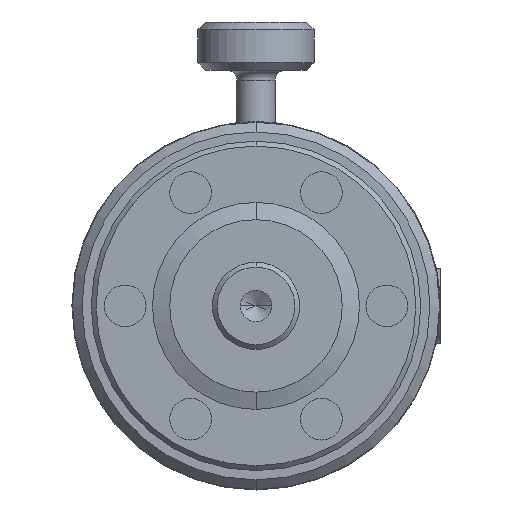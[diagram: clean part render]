
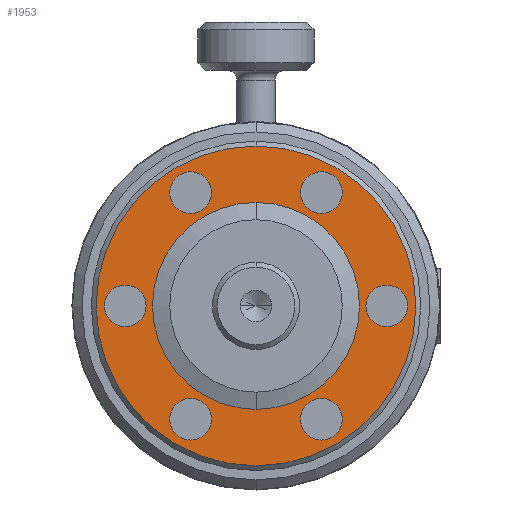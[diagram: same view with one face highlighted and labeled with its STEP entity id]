
A CAD part, front view. The second image highlights one B-rep face of the part: STEP entity #1953.
In plain terms, the highlighted planar face has unit normal (0, -1, 0).
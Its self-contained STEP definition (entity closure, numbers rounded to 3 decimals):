
#201=CARTESIAN_POINT('',(0.,0.,0.));
#202=DIRECTION('',(0.,1.,0.));
#203=DIRECTION('',(0.,0.,-1.));
#204=AXIS2_PLACEMENT_3D('',#201,#202,#203);
#206=CARTESIAN_POINT('',(0.,0.,0.));
#207=DIRECTION('',(0.,1.,0.));
#208=DIRECTION('',(0.,0.,1.));
#209=AXIS2_PLACEMENT_3D('',#206,#207,#208);
#211=CARTESIAN_POINT('',(6.75,0.,-11.691));
#212=DIRECTION('',(0.,-1.,0.));
#213=DIRECTION('',(0.5,0.,-0.866));
#214=AXIS2_PLACEMENT_3D('',#211,#212,#213);
#216=CARTESIAN_POINT('',(6.75,0.,-11.691));
#217=DIRECTION('',(0.,-1.,0.));
#218=DIRECTION('',(0.866,0.,0.5));
#219=AXIS2_PLACEMENT_3D('',#216,#217,#218);
#221=CARTESIAN_POINT('',(6.75,0.,-11.691));
#222=DIRECTION('',(0.,-1.,0.));
#223=DIRECTION('',(-0.866,0.,-0.5));
#224=AXIS2_PLACEMENT_3D('',#221,#222,#223);
#226=CARTESIAN_POINT('',(-6.75,0.,-11.691));
#227=DIRECTION('',(0.,-1.,0.));
#228=DIRECTION('',(-0.5,0.,-0.866));
#229=AXIS2_PLACEMENT_3D('',#226,#227,#228);
#231=CARTESIAN_POINT('',(-6.75,0.,-11.691));
#232=DIRECTION('',(0.,-1.,0.));
#233=DIRECTION('',(0.866,0.,-0.5));
#234=AXIS2_PLACEMENT_3D('',#231,#232,#233);
#236=CARTESIAN_POINT('',(-6.75,0.,-11.691));
#237=DIRECTION('',(0.,-1.,0.));
#238=DIRECTION('',(-0.866,0.,0.5));
#239=AXIS2_PLACEMENT_3D('',#236,#237,#238);
#241=CARTESIAN_POINT('',(-13.5,0.,0.));
#242=DIRECTION('',(0.,-1.,0.));
#243=DIRECTION('',(-1.,0.,0.));
#244=AXIS2_PLACEMENT_3D('',#241,#242,#243);
#246=CARTESIAN_POINT('',(-13.5,0.,0.));
#247=DIRECTION('',(0.,-1.,0.));
#248=DIRECTION('',(0.,0.,-1.));
#249=AXIS2_PLACEMENT_3D('',#246,#247,#248);
#251=CARTESIAN_POINT('',(-13.5,0.,0.));
#252=DIRECTION('',(0.,-1.,0.));
#253=DIRECTION('',(0.,0.,1.));
#254=AXIS2_PLACEMENT_3D('',#251,#252,#253);
#256=CARTESIAN_POINT('',(-6.75,0.,11.691));
#257=DIRECTION('',(0.,-1.,0.));
#258=DIRECTION('',(-0.5,0.,0.866));
#259=AXIS2_PLACEMENT_3D('',#256,#257,#258);
#261=CARTESIAN_POINT('',(-6.75,0.,11.691));
#262=DIRECTION('',(0.,-1.,0.));
#263=DIRECTION('',(-0.866,0.,-0.5));
#264=AXIS2_PLACEMENT_3D('',#261,#262,#263);
#266=CARTESIAN_POINT('',(-6.75,0.,11.691));
#267=DIRECTION('',(0.,-1.,0.));
#268=DIRECTION('',(0.866,0.,0.5));
#269=AXIS2_PLACEMENT_3D('',#266,#267,#268);
#271=CARTESIAN_POINT('',(6.75,0.,11.691));
#272=DIRECTION('',(0.,-1.,0.));
#273=DIRECTION('',(0.5,0.,0.866));
#274=AXIS2_PLACEMENT_3D('',#271,#272,#273);
#276=CARTESIAN_POINT('',(6.75,0.,11.691));
#277=DIRECTION('',(0.,-1.,0.));
#278=DIRECTION('',(-0.866,0.,0.5));
#279=AXIS2_PLACEMENT_3D('',#276,#277,#278);
#281=CARTESIAN_POINT('',(6.75,0.,11.691));
#282=DIRECTION('',(0.,-1.,0.));
#283=DIRECTION('',(0.866,0.,-0.5));
#284=AXIS2_PLACEMENT_3D('',#281,#282,#283);
#286=CARTESIAN_POINT('',(0.,0.,0.));
#287=DIRECTION('',(0.,-1.,0.));
#288=DIRECTION('',(0.,0.,1.));
#289=AXIS2_PLACEMENT_3D('',#286,#287,#288);
#291=CARTESIAN_POINT('',(0.,0.,0.));
#292=DIRECTION('',(0.,-1.,0.));
#293=DIRECTION('',(0.,0.,-1.));
#294=AXIS2_PLACEMENT_3D('',#291,#292,#293);
#296=CARTESIAN_POINT('',(13.5,0.,0.));
#297=DIRECTION('',(0.,-1.,0.));
#298=DIRECTION('',(1.,0.,0.));
#299=AXIS2_PLACEMENT_3D('',#296,#297,#298);
#301=CARTESIAN_POINT('',(13.5,0.,0.));
#302=DIRECTION('',(0.,-1.,0.));
#303=DIRECTION('',(0.,0.,1.));
#304=AXIS2_PLACEMENT_3D('',#301,#302,#303);
#306=CARTESIAN_POINT('',(13.5,0.,0.));
#307=DIRECTION('',(0.,-1.,0.));
#308=DIRECTION('',(0.,0.,-1.));
#309=AXIS2_PLACEMENT_3D('',#306,#307,#308);
#1324=CARTESIAN_POINT('',(0.,0.,16.5));
#1326=VERTEX_POINT('',#1324);
#1330=CARTESIAN_POINT('',(0.,0.,-16.5));
#1331=VERTEX_POINT('',#1330);
#1341=CARTESIAN_POINT('',(13.5,0.,-2.15));
#1343=VERTEX_POINT('',#1341);
#1344=CARTESIAN_POINT('',(15.65,0.,0.));
#1345=VERTEX_POINT('',#1344);
#1346=CARTESIAN_POINT('',(13.5,0.,2.15));
#1347=VERTEX_POINT('',#1346);
#1362=CARTESIAN_POINT('',(0.,0.,-10.68));
#1363=VERTEX_POINT('',#1362);
#1364=CARTESIAN_POINT('',(0.,0.,10.68));
#1365=VERTEX_POINT('',#1364);
#1367=CARTESIAN_POINT('',(8.612,0.,
10.616));
#1369=VERTEX_POINT('',#1367);
#1370=CARTESIAN_POINT('',(7.825,0.,13.553));
#1371=VERTEX_POINT('',#1370);
#1372=CARTESIAN_POINT('',(4.888,0.,
12.766));
#1373=VERTEX_POINT('',#1372);
#1377=CARTESIAN_POINT('',(-4.888,0.,
12.766));
#1379=VERTEX_POINT('',#1377);
#1380=CARTESIAN_POINT('',(-7.825,0.,13.553));
#1381=VERTEX_POINT('',#1380);
#1382=CARTESIAN_POINT('',(-8.612,0.,
10.616));
#1383=VERTEX_POINT('',#1382);
#1387=CARTESIAN_POINT('',(-13.5,0.,2.15));
#1389=VERTEX_POINT('',#1387);
#1390=CARTESIAN_POINT('',(-15.65,0.,0.));
#1391=VERTEX_POINT('',#1390);
#1392=CARTESIAN_POINT('',(-13.5,0.,-2.15));
#1393=VERTEX_POINT('',#1392);
#1397=CARTESIAN_POINT('',(-8.612,0.,
-10.616));
#1399=VERTEX_POINT('',#1397);
#1400=CARTESIAN_POINT('',(-7.825,0.,-13.553));
#1401=VERTEX_POINT('',#1400);
#1402=CARTESIAN_POINT('',(-4.888,0.,
-12.766));
#1403=VERTEX_POINT('',#1402);
#1407=CARTESIAN_POINT('',(4.888,0.,
-12.766));
#1409=VERTEX_POINT('',#1407);
#1410=CARTESIAN_POINT('',(7.825,0.,-13.553));
#1411=VERTEX_POINT('',#1410);
#1412=CARTESIAN_POINT('',(8.612,0.,
-10.616));
#1413=VERTEX_POINT('',#1412);
#1890=CARTESIAN_POINT('',(0.,0.,10.68));
#1891=DIRECTION('',(0.,-1.,0.));
#1892=DIRECTION('',(0.,0.,-1.));
#1893=AXIS2_PLACEMENT_3D('',#1890,#1891,#1892);
#1894=PLANE('',#1893);
#1895=ORIENTED_EDGE('',*,*,#1881,.T.);
#1896=ORIENTED_EDGE('',*,*,#1869,.T.);
#1897=EDGE_LOOP('',(#1895,#1896));
#1898=FACE_OUTER_BOUND('',#1897,.F.);
#1900=ORIENTED_EDGE('',*,*,#1899,.T.);
#1902=ORIENTED_EDGE('',*,*,#1901,.T.);
#1904=ORIENTED_EDGE('',*,*,#1903,.T.);
#1905=EDGE_LOOP('',(#1900,#1902,#1904));
#1906=FACE_BOUND('',#1905,.F.);
#1908=ORIENTED_EDGE('',*,*,#1907,.T.);
#1910=ORIENTED_EDGE('',*,*,#1909,.T.);
#1912=ORIENTED_EDGE('',*,*,#1911,.T.);
#1913=EDGE_LOOP('',(#1908,#1910,#1912));
#1914=FACE_BOUND('',#1913,.F.);
#1916=ORIENTED_EDGE('',*,*,#1915,.T.);
#1918=ORIENTED_EDGE('',*,*,#1917,.T.);
#1920=ORIENTED_EDGE('',*,*,#1919,.T.);
#1921=EDGE_LOOP('',(#1916,#1918,#1920));
#1922=FACE_BOUND('',#1921,.F.);
#1924=ORIENTED_EDGE('',*,*,#1923,.T.);
#1926=ORIENTED_EDGE('',*,*,#1925,.T.);
#1928=ORIENTED_EDGE('',*,*,#1927,.T.);
#1929=EDGE_LOOP('',(#1924,#1926,#1928));
#1930=FACE_BOUND('',#1929,.F.);
#1932=ORIENTED_EDGE('',*,*,#1931,.T.);
#1934=ORIENTED_EDGE('',*,*,#1933,.T.);
#1936=ORIENTED_EDGE('',*,*,#1935,.T.);
#1937=EDGE_LOOP('',(#1932,#1934,#1936));
#1938=FACE_BOUND('',#1937,.F.);
#1940=ORIENTED_EDGE('',*,*,#1939,.T.);
#1942=ORIENTED_EDGE('',*,*,#1941,.T.);
#1943=EDGE_LOOP('',(#1940,#1942));
#1944=FACE_BOUND('',#1943,.F.);
#1946=ORIENTED_EDGE('',*,*,#1945,.T.);
#1948=ORIENTED_EDGE('',*,*,#1947,.T.);
#1950=ORIENTED_EDGE('',*,*,#1949,.T.);
#1951=EDGE_LOOP('',(#1946,#1948,#1950));
#1952=FACE_BOUND('',#1951,.F.);
#1953=ADVANCED_FACE('',(#1898,#1906,#1914,#1922,#1930,#1938,#1944,#1952),#1894,
.T.);
#205=CIRCLE('',#204,16.5);
#210=CIRCLE('',#209,16.5);
#215=CIRCLE('',#214,2.15);
#220=CIRCLE('',#219,2.15);
#225=CIRCLE('',#224,2.15);
#230=CIRCLE('',#229,2.15);
#235=CIRCLE('',#234,2.15);
#240=CIRCLE('',#239,2.15);
#245=CIRCLE('',#244,2.15);
#250=CIRCLE('',#249,2.15);
#255=CIRCLE('',#254,2.15);
#260=CIRCLE('',#259,2.15);
#265=CIRCLE('',#264,2.15);
#270=CIRCLE('',#269,2.15);
#275=CIRCLE('',#274,2.15);
#280=CIRCLE('',#279,2.15);
#285=CIRCLE('',#284,2.15);
#290=CIRCLE('',#289,10.68);
#295=CIRCLE('',#294,10.68);
#300=CIRCLE('',#299,2.15);
#305=CIRCLE('',#304,2.15);
#310=CIRCLE('',#309,2.15);
#1869=EDGE_CURVE('',#1326,#1331,#210,.T.);
#1881=EDGE_CURVE('',#1331,#1326,#205,.T.);
#1899=EDGE_CURVE('',#1411,#1413,#215,.T.);
#1901=EDGE_CURVE('',#1413,#1409,#220,.T.);
#1903=EDGE_CURVE('',#1409,#1411,#225,.T.);
#1907=EDGE_CURVE('',#1401,#1403,#230,.T.);
#1909=EDGE_CURVE('',#1403,#1399,#235,.T.);
#1911=EDGE_CURVE('',#1399,#1401,#240,.T.);
#1915=EDGE_CURVE('',#1391,#1393,#245,.T.);
#1917=EDGE_CURVE('',#1393,#1389,#250,.T.);
#1919=EDGE_CURVE('',#1389,#1391,#255,.T.);
#1923=EDGE_CURVE('',#1381,#1383,#260,.T.);
#1925=EDGE_CURVE('',#1383,#1379,#265,.T.);
#1927=EDGE_CURVE('',#1379,#1381,#270,.T.);
#1931=EDGE_CURVE('',#1371,#1373,#275,.T.);
#1933=EDGE_CURVE('',#1373,#1369,#280,.T.);
#1935=EDGE_CURVE('',#1369,#1371,#285,.T.);
#1939=EDGE_CURVE('',#1365,#1363,#290,.T.);
#1941=EDGE_CURVE('',#1363,#1365,#295,.T.);
#1945=EDGE_CURVE('',#1345,#1347,#300,.T.);
#1947=EDGE_CURVE('',#1347,#1343,#305,.T.);
#1949=EDGE_CURVE('',#1343,#1345,#310,.T.);
